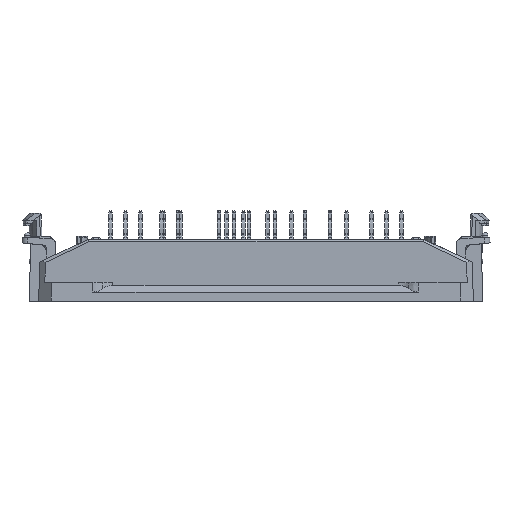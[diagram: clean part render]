
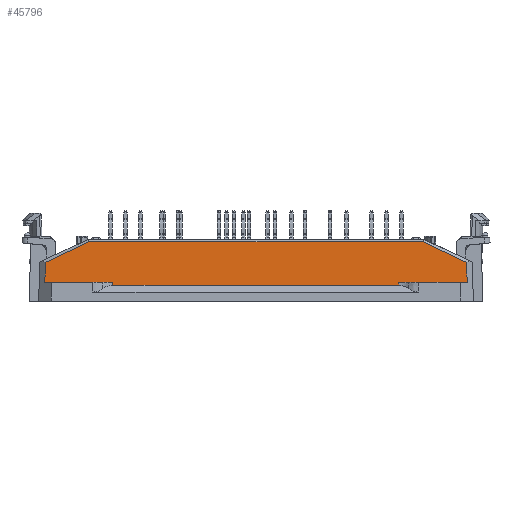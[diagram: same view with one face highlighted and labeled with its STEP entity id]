
A CAD part, front view. The second image highlights one B-rep face of the part: STEP entity #45796.
In plain terms, the highlighted planar face has unit normal (0, -1, 0.018).
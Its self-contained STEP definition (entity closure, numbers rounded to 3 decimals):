
#242=ELLIPSE('',#48272,687.558,6.);
#7291=ORIENTED_EDGE('',*,*,#13762,.T.);
#7292=ORIENTED_EDGE('',*,*,#14912,.T.);
#7293=ORIENTED_EDGE('',*,*,#14913,.T.);
#7294=ORIENTED_EDGE('',*,*,#14914,.T.);
#7295=ORIENTED_EDGE('',*,*,#13758,.T.);
#7296=ORIENTED_EDGE('',*,*,#14516,.T.);
#7297=ORIENTED_EDGE('',*,*,#14518,.T.);
#7298=ORIENTED_EDGE('',*,*,#14521,.T.);
#7299=ORIENTED_EDGE('',*,*,#14425,.T.);
#7300=ORIENTED_EDGE('',*,*,#14512,.T.);
#13758=EDGE_CURVE('',#18152,#18156,#21386,.F.);
#13762=EDGE_CURVE('',#18161,#18160,#21388,.F.);
#14425=EDGE_CURVE('',#18625,#18624,#21738,.F.);
#14512=EDGE_CURVE('',#18624,#18161,#21795,.F.);
#14516=EDGE_CURVE('',#18156,#18661,#21799,.F.);
#14518=EDGE_CURVE('',#18661,#18662,#21801,.F.);
#14521=EDGE_CURVE('',#18662,#18625,#21804,.F.);
#14912=EDGE_CURVE('',#18160,#18883,#242,.F.);
#14913=EDGE_CURVE('',#18883,#18884,#22082,.T.);
#14914=EDGE_CURVE('',#18884,#18152,#22083,.F.);
#18152=VERTEX_POINT('',#62356);
#18156=VERTEX_POINT('',#62366);
#18160=VERTEX_POINT('',#62378);
#18161=VERTEX_POINT('',#62380);
#18624=VERTEX_POINT('',#64688);
#18625=VERTEX_POINT('',#64690);
#18661=VERTEX_POINT('',#64886);
#18662=VERTEX_POINT('',#64891);
#18883=VERTEX_POINT('',#66187);
#18884=VERTEX_POINT('',#66189);
#21386=LINE('',#62367,#24706);
#21388=LINE('',#62379,#24708);
#21738=LINE('',#64689,#25058);
#21795=LINE('',#64878,#25115);
#21799=LINE('',#64887,#25119);
#21801=LINE('',#64890,#25121);
#21804=LINE('',#64896,#25124);
#22082=LINE('',#66188,#25402);
#22083=LINE('',#66190,#25403);
#24706=VECTOR('',#52693,1000.);
#24708=VECTOR('',#52699,1000.);
#25058=VECTOR('',#53649,1000.);
#25115=VECTOR('',#53852,1000.);
#25119=VECTOR('',#53858,1000.);
#25121=VECTOR('',#53862,1000.);
#25124=VECTOR('',#53867,1000.);
#25402=VECTOR('',#54639,1000.);
#25403=VECTOR('',#54640,1000.);
#28072=EDGE_LOOP('',(#7291,#7292,#7293,#7294,#7295,#7296,#7297,#7298,#7299,
#7300));
#30004=FACE_BOUND('',#28072,.T.);
#31421=PLANE('',#48271);
#45796=ADVANCED_FACE('',(#30004),#31421,.T.);
#48271=AXIS2_PLACEMENT_3D('',#66185,#54635,#54636);
#48272=AXIS2_PLACEMENT_3D('',#66186,#54637,#54638);
#52693=DIRECTION('',(-1.,0.,0.));
#52699=DIRECTION('',(-1.,0.,0.));
#53649=DIRECTION('',(0.906,0.007,0.424));
#53852=DIRECTION('',(0.02,0.017,1.));
#53858=DIRECTION('',(0.02,-0.017,-1.));
#53862=DIRECTION('',(0.906,-0.007,-0.424));
#53867=DIRECTION('',(1.,0.,0.));
#54635=DIRECTION('',(0.,-1.,0.017));
#54636=DIRECTION('',(0.,-0.017,-1.));
#54637=DIRECTION('',(0.,-1.,0.017));
#54638=DIRECTION('',(0.,-0.017,-1.));
#54639=DIRECTION('',(1.,0.,0.));
#54640=DIRECTION('',(-0.009,-0.017,-1.));
#62356=CARTESIAN_POINT('',(25.797,-17.4,3.4));
#62366=CARTESIAN_POINT('',(38.174,-17.4,3.4));
#62367=CARTESIAN_POINT('',(-35.279,-17.4,3.4));
#62378=CARTESIAN_POINT('',(-25.878,-17.4,3.4));
#62379=CARTESIAN_POINT('',(-35.279,-17.4,3.4));
#62380=CARTESIAN_POINT('',(-38.174,-17.4,3.4));
#64688=CARTESIAN_POINT('',(-38.104,-17.337,6.998));
#64689=CARTESIAN_POINT('',(-37.17,-17.33,7.435));
#64690=CARTESIAN_POINT('',(-30.201,-17.273,10.7));
#64878=CARTESIAN_POINT('',(-38.24,-17.459,0.04));
#64886=CARTESIAN_POINT('',(38.104,-17.337,6.998));
#64887=CARTESIAN_POINT('',(38.24,-17.459,0.04));
#64890=CARTESIAN_POINT('',(-20.687,-16.856,34.539));
#64891=CARTESIAN_POINT('',(30.201,-17.273,10.7));
#64896=CARTESIAN_POINT('',(-30.305,-17.273,10.7));
#66185=CARTESIAN_POINT('',(-35.279,-17.4,3.4));
#66186=CARTESIAN_POINT('',(-29.493,-26.978,-545.34));
#66187=CARTESIAN_POINT('',(-25.872,-17.409,2.866));
#66188=CARTESIAN_POINT('',(-35.975,-17.409,2.866));
#66189=CARTESIAN_POINT('',(25.792,-17.409,2.866));
#66190=CARTESIAN_POINT('',(25.797,-17.4,3.411));
